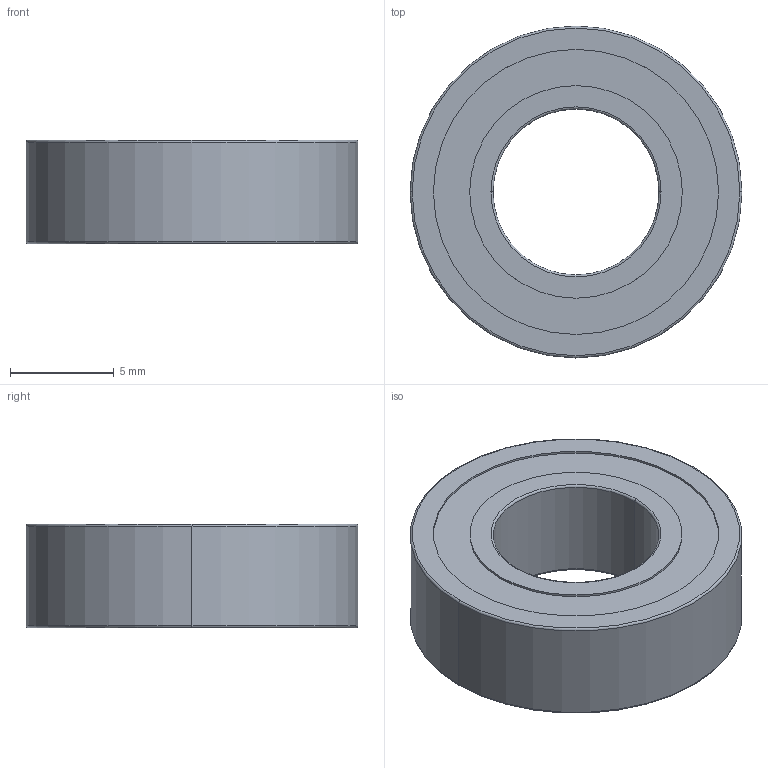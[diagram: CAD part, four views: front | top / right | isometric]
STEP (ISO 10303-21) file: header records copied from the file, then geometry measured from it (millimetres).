
FILE_DESCRIPTION (( 'STEP AP214' ), '1' );
FILE_NAME ('bearing_8x16x5.STEP', '2024-02-18T10:02:38', ( '' ), ( '' ), 'SwSTEP 2.0', '', '' );
FILE_SCHEMA (( 'AUTOMOTIVE_DESIGN' ));
Length unit declared in the file: millimetre
Products named in the file (1): bearing_8x16x5
Bounding box: 16 x 16 x 5 mm (x, y, z)
Volume: 740.5 mm3; surface area: 687.2 mm2
Topology: 1 solids, 1 shells, 26 faces, 52 edges, 32 vertices
Faces by surface type: cylinder 12, torus 8, plane 6
Entity records: 752 total; most frequent: DIRECTION 146, CARTESIAN_POINT 111, ORIENTED_EDGE 104, AXIS2_PLACEMENT_3D 67, EDGE_CURVE 52, CIRCLE 40, EDGE_LOOP 32, VERTEX_POINT 32
